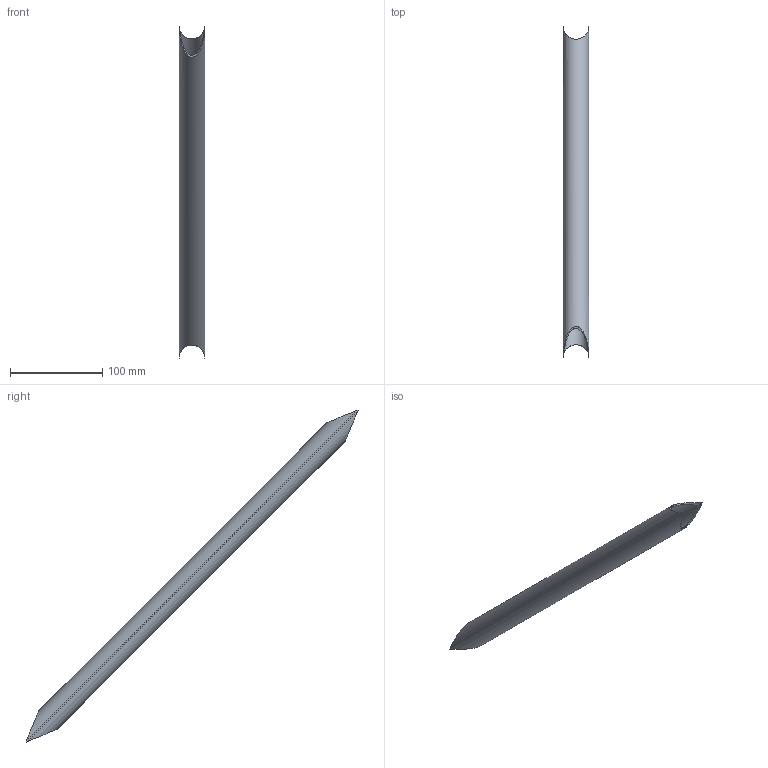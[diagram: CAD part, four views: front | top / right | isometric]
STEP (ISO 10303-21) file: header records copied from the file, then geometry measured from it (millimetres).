
FILE_DESCRIPTION(('CATIA V5 STEP Exchange'),'2;1');
FILE_NAME('31.stp','2021-12-07T13:52:46+00:00',('none'),('none'),'CATIA Version 5 Release 19 SP 2 (IN-10)','CATIA V5 STEP AP203','none');
FILE_SCHEMA(('CONFIG_CONTROL_DESIGN'));
Length unit declared in the file: millimetre
Products named in the file (1): Shape_104
Bounding box: 28 x 360 x 360 mm (x, y, z)
Volume: 58010.2 mm3; surface area: 78010 mm2
Topology: 1 solids, 1 shells, 8 faces, 16 edges, 8 vertices
Faces by surface type: cylinder 8
Entity records: 602 total; most frequent: CARTESIAN_POINT 417, ORIENTED_EDGE 32, DIRECTION 20, EDGE_CURVE 16, B_SPLINE_CURVE_WITH_KNOTS 12, AXIS2_PLACEMENT_3D 9, ADVANCED_FACE 8, CYLINDRICAL_SURFACE 8
